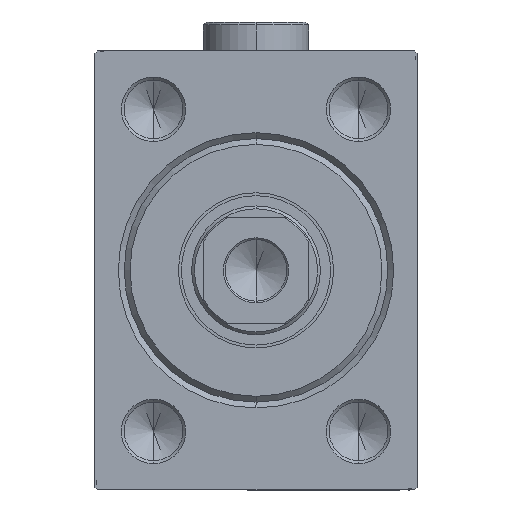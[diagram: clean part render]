
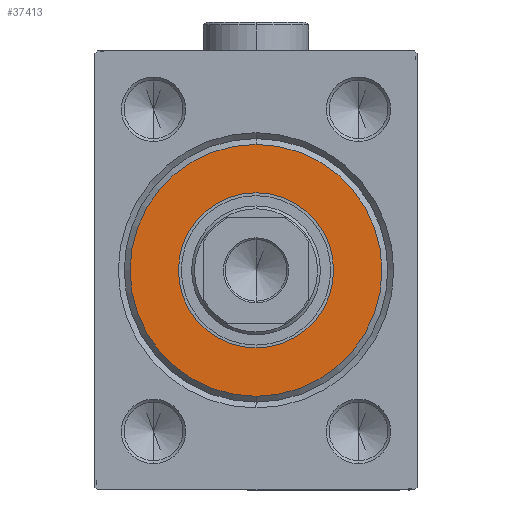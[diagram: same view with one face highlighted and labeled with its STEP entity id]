
A CAD part, left-side view. The second image highlights one B-rep face of the part: STEP entity #37413.
In plain terms, the highlighted face is planar.
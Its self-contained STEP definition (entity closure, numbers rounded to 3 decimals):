
#166 = CIRCLE ( 'NONE', #17115, 13.25 ) ;
#1302 = CARTESIAN_POINT ( 'NONE',  ( 3., 0., 21.5 ) ) ;
#2528 = EDGE_CURVE ( 'NONE', #29692, #19930, #23492, .T. ) ;
#3207 = DIRECTION ( 'NONE',  ( 0., 0., -1. ) ) ;
#4014 = CARTESIAN_POINT ( 'NONE',  ( 3., 0., 0. ) ) ;
#5226 = EDGE_CURVE ( 'NONE', #9032, #16208, #19805, .T. ) ;
#8777 = EDGE_CURVE ( 'NONE', #19930, #29692, #31675, .T. ) ;
#9032 = VERTEX_POINT ( 'NONE', #36353 ) ;
#9438 = DIRECTION ( 'NONE',  ( 1., 0., 0. ) ) ;
#10284 = AXIS2_PLACEMENT_3D ( 'NONE', #43128, #12003, #43580 ) ;
#10390 = AXIS2_PLACEMENT_3D ( 'NONE', #11539, #22794, #25809 ) ;
#10863 = EDGE_LOOP ( 'NONE', ( #38179, #15696 ) ) ;
#11539 = CARTESIAN_POINT ( 'NONE',  ( 3., 0., 0. ) ) ;
#12003 = DIRECTION ( 'NONE',  ( 1., 0., 0. ) ) ;
#14378 = CARTESIAN_POINT ( 'NONE',  ( 3., 0., 0. ) ) ;
#15696 = ORIENTED_EDGE ( 'NONE', *, *, #5226, .F. ) ;
#15711 = ORIENTED_EDGE ( 'NONE', *, *, #8777, .T. ) ;
#16208 = VERTEX_POINT ( 'NONE', #37034 ) ;
#17115 = AXIS2_PLACEMENT_3D ( 'NONE', #37772, #9438, #3207 ) ;
#17195 = EDGE_CURVE ( 'NONE', #16208, #9032, #166, .T. ) ;
#17533 = AXIS2_PLACEMENT_3D ( 'NONE', #4014, #32119, #20854 ) ;
#19805 = CIRCLE ( 'NONE', #10284, 13.25 ) ;
#19930 = VERTEX_POINT ( 'NONE', #22665 ) ;
#20609 = DIRECTION ( 'NONE',  ( 1., 0., 0. ) ) ;
#20854 = DIRECTION ( 'NONE',  ( 0., 0., -1. ) ) ;
#21522 = FACE_OUTER_BOUND ( 'NONE', #38719, .T. ) ;
#22665 = CARTESIAN_POINT ( 'NONE',  ( 3., 0., -21.5 ) ) ;
#22794 = DIRECTION ( 'NONE',  ( 1., 0., 0. ) ) ;
#23492 = CIRCLE ( 'NONE', #44749, 21.5 ) ;
#24531 = FACE_BOUND ( 'NONE', #10863, .T. ) ;
#24580 = ORIENTED_EDGE ( 'NONE', *, *, #2528, .T. ) ;
#25809 = DIRECTION ( 'NONE',  ( 0., 0., -1. ) ) ;
#29692 = VERTEX_POINT ( 'NONE', #1302 ) ;
#31675 = CIRCLE ( 'NONE', #10390, 21.5 ) ;
#32119 = DIRECTION ( 'NONE',  ( 1., 0., 0. ) ) ;
#34902 = PLANE ( 'NONE',  #17533 ) ;
#36353 = CARTESIAN_POINT ( 'NONE',  ( 3., 0., 13.25 ) ) ;
#37034 = CARTESIAN_POINT ( 'NONE',  ( 3., 0., -13.25 ) ) ;
#37413 = ADVANCED_FACE ( 'NONE', ( #21522, #24531 ), #34902, .T. ) ;
#37772 = CARTESIAN_POINT ( 'NONE',  ( 3., 0., 0. ) ) ;
#38179 = ORIENTED_EDGE ( 'NONE', *, *, #17195, .F. ) ;
#38719 = EDGE_LOOP ( 'NONE', ( #24580, #15711 ) ) ;
#41818 = DIRECTION ( 'NONE',  ( 0., 0., -1. ) ) ;
#43128 = CARTESIAN_POINT ( 'NONE',  ( 3., 0., 0. ) ) ;
#43580 = DIRECTION ( 'NONE',  ( 0., 0., -1. ) ) ;
#44749 = AXIS2_PLACEMENT_3D ( 'NONE', #14378, #20609, #41818 ) ;
